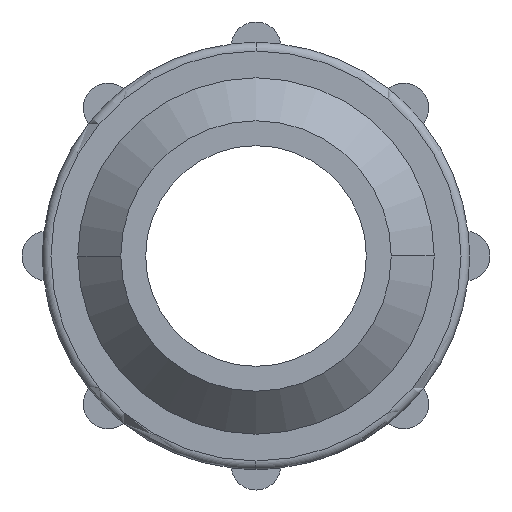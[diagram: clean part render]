
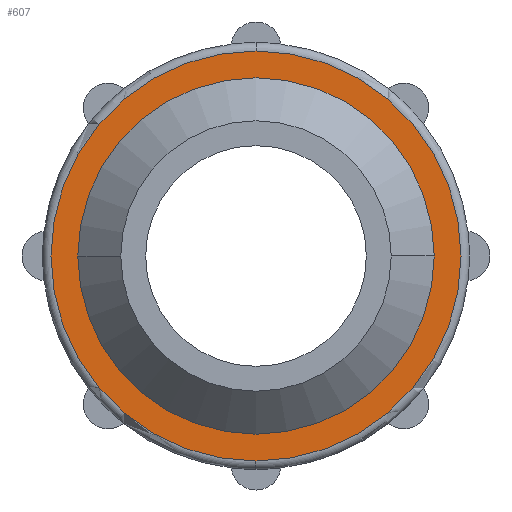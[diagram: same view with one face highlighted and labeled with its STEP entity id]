
A CAD part, left-side view. The second image highlights one B-rep face of the part: STEP entity #607.
In plain terms, the highlighted planar face has unit normal (-1, 0, 0).
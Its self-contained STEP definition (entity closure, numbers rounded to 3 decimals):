
#461 = EDGE_CURVE( '', #601, #571, #1092, .T. );
#549 = VERTEX_POINT( '', #1192 );
#571 = VERTEX_POINT( '', #1215 );
#601 = VERTEX_POINT( '', #1247 );
#607 = ADVANCED_FACE( '', ( #1253, #1254 ), #1255, .T. );
#639 = EDGE_CURVE( '', #895, #705, #1291, .T. );
#705 = VERTEX_POINT( '', #1365 );
#795 = EDGE_CURVE( '', #549, #601, #1468, .T. );
#895 = VERTEX_POINT( '', #1578 );
#909 = EDGE_CURVE( '', #705, #895, #1592, .T. );
#915 = EDGE_CURVE( '', #571, #549, #1599, .T. );
#1092 = CIRCLE( '', #1925, 47.75 );
#1192 = CARTESIAN_POINT( '', ( 54., 0., -47.75 ) );
#1215 = CARTESIAN_POINT( '', ( 54., 47.75, 0. ) );
#1247 = CARTESIAN_POINT( '', ( 54., 0., 47.75 ) );
#1253 = FACE_BOUND( '', #2229, .T. );
#1254 = FACE_OUTER_BOUND( '', #2230, .T. );
#1255 = PLANE( '', #2231 );
#1291 = CIRCLE( '', #2275, 41.5 );
#1365 = CARTESIAN_POINT( '', ( 54., -41.5, 0. ) );
#1468 = CIRCLE( '', #2628, 47.75 );
#1578 = CARTESIAN_POINT( '', ( 54., 41.5, 0. ) );
#1592 = CIRCLE( '', #2820, 41.5 );
#1599 = CIRCLE( '', #2862, 47.75 );
#1925 = AXIS2_PLACEMENT_3D( '', #3025, #3026, #3027 );
#2229 = EDGE_LOOP( '', ( #3257, #3258 ) );
#2230 = EDGE_LOOP( '', ( #3259, #3260, #3261 ) );
#2231 = AXIS2_PLACEMENT_3D( '', #3262, #3263, #3264 );
#2275 = AXIS2_PLACEMENT_3D( '', #3313, #3314, #3315 );
#2628 = AXIS2_PLACEMENT_3D( '', #3551, #3552, #3553 );
#2820 = AXIS2_PLACEMENT_3D( '', #3704, #3705, #3706 );
#2862 = AXIS2_PLACEMENT_3D( '', #3715, #3716, #3717 );
#3025 = CARTESIAN_POINT( '', ( 54., 0., 0. ) );
#3026 = DIRECTION( '', ( -1., 0., 0. ) );
#3027 = DIRECTION( '', ( 0., 1., 0. ) );
#3257 = ORIENTED_EDGE( '', *, *, #639, .F. );
#3258 = ORIENTED_EDGE( '', *, *, #909, .F. );
#3259 = ORIENTED_EDGE( '', *, *, #915, .T. );
#3260 = ORIENTED_EDGE( '', *, *, #795, .T. );
#3261 = ORIENTED_EDGE( '', *, *, #461, .T. );
#3262 = CARTESIAN_POINT( '', ( 54., 44.625, 0. ) );
#3263 = DIRECTION( '', ( -1., 0., 0. ) );
#3264 = DIRECTION( '', ( 0., 1., 0. ) );
#3313 = CARTESIAN_POINT( '', ( 54., 0., 0. ) );
#3314 = DIRECTION( '', ( -1., 0., 0. ) );
#3315 = DIRECTION( '', ( 0., 1., 0. ) );
#3551 = CARTESIAN_POINT( '', ( 54., 0., 0. ) );
#3552 = DIRECTION( '', ( -1., 0., 0. ) );
#3553 = DIRECTION( '', ( 0., 1., 0. ) );
#3704 = CARTESIAN_POINT( '', ( 54., 0., 0. ) );
#3705 = DIRECTION( '', ( -1., 0., 0. ) );
#3706 = DIRECTION( '', ( 0., 1., 0. ) );
#3715 = CARTESIAN_POINT( '', ( 54., 0., 0. ) );
#3716 = DIRECTION( '', ( -1., 0., 0. ) );
#3717 = DIRECTION( '', ( 0., 1., 0. ) );
